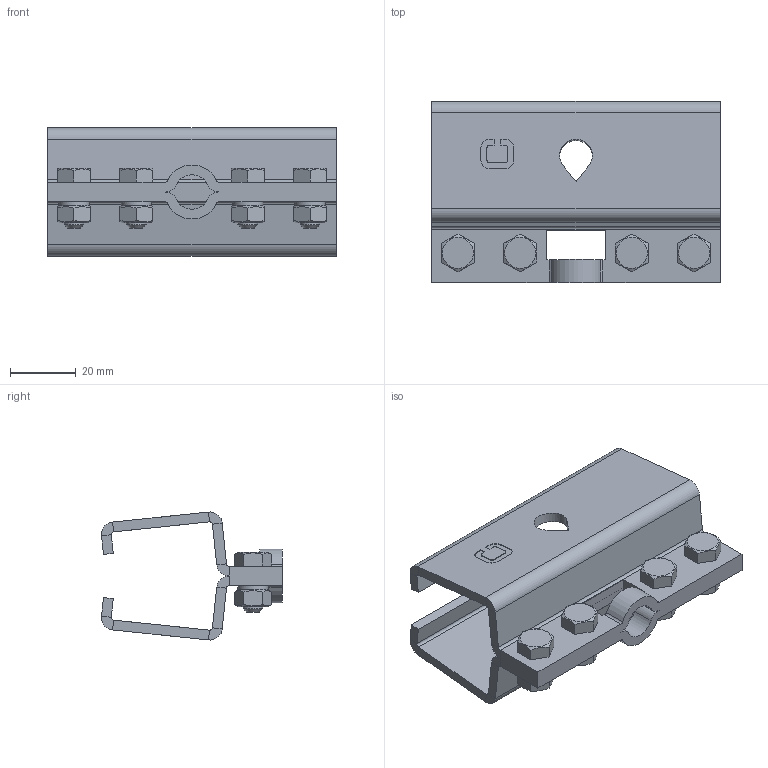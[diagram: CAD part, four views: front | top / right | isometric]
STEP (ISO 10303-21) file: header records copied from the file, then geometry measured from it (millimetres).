
FILE_DESCRIPTION(('STEP AP203'), '1');
FILE_NAME('274.RC30 青踱囹 RC30 耦邃桧栩咫', '', ('UNSPECIFIED'), ('UNSPECIFIED'), 'ASCON STEP Converter 1.3', 'ASCON Math Kernel', '');
FILE_SCHEMA(('CONFIG_CONTROL_DESIGN'));
Length unit declared in the file: millimetre
Products named in the file (1): 274.RC30
Bounding box: 88 x 55.19 x 39.04 mm (x, y, z)
Volume: 41391.1 mm3; surface area: 28395.6 mm2
Topology: 1 solids, 1 shells, 243 faces, 603 edges, 374 vertices
Faces by surface type: plane 161, cylinder 62, cone 16, torus 4
Full cylindrical faces by diameter (mm): 6 x8, 7 x4
Entity records: 11788 total; most frequent: CARTESIAN_POINT 4209, ORIENTED_EDGE 1142, DIRECTION 1131, EDGE_CURVE 571, AXIS2_PLACEMENT_3D 404, VERTEX_POINT 374, LINE 323, VECTOR 323
